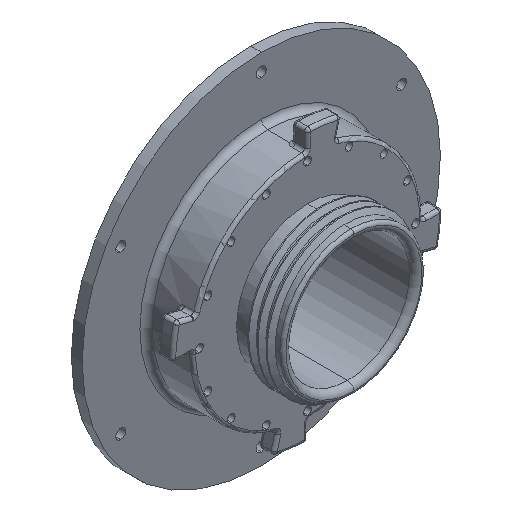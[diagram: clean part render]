
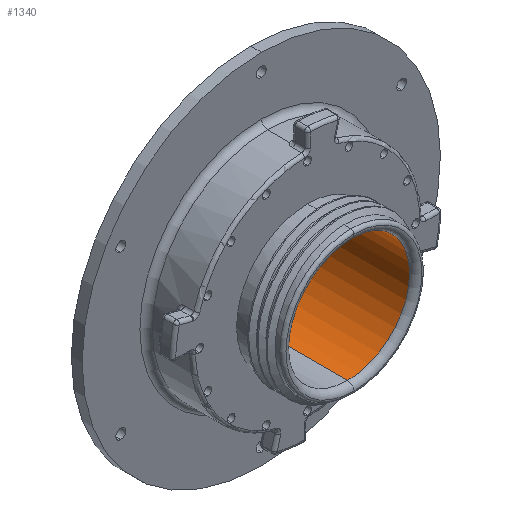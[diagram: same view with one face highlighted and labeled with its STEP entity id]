
A CAD part, isometric view. The second image highlights one B-rep face of the part: STEP entity #1340.
In plain terms, the highlighted cylindrical face has radius 20 mm (diameter 40 mm), a partial arc.
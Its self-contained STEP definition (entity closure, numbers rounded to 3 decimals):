
#279 = CARTESIAN_POINT ( 'NONE',  ( 0., -28., 0. ) ) ;
#766 = EDGE_CURVE ( 'NONE', #5737, #5010, #5771, .T. ) ;
#794 = CARTESIAN_POINT ( 'NONE',  ( 0., 7., 20. ) ) ;
#868 = DIRECTION ( 'NONE',  ( 0., 0., -1. ) ) ;
#899 = ORIENTED_EDGE ( 'NONE', *, *, #2065, .T. ) ;
#1340 = ADVANCED_FACE ( 'NONE', ( #3064 ), #6033, .F. ) ;
#1415 = ORIENTED_EDGE ( 'NONE', *, *, #5568, .F. ) ;
#1518 = AXIS2_PLACEMENT_3D ( 'NONE', #279, #2280, #4819 ) ;
#1713 = VERTEX_POINT ( 'NONE', #5330 ) ;
#1753 = LINE ( 'NONE', #2123, #4332 ) ;
#2065 = EDGE_CURVE ( 'NONE', #1713, #5010, #3097, .T. ) ;
#2123 = CARTESIAN_POINT ( 'NONE',  ( 0., 7., -20. ) ) ;
#2280 = DIRECTION ( 'NONE',  ( 0., -1., 0. ) ) ;
#2550 = CIRCLE ( 'NONE', #2968, 20. ) ;
#2567 = VECTOR ( 'NONE', #3307, 1000. ) ;
#2598 = ORIENTED_EDGE ( 'NONE', *, *, #5437, .T. ) ;
#2968 = AXIS2_PLACEMENT_3D ( 'NONE', #5383, #4895, #868 ) ;
#3007 = DIRECTION ( 'NONE',  ( 0., -1., 0. ) ) ;
#3064 = FACE_OUTER_BOUND ( 'NONE', #5224, .T. ) ;
#3097 = CIRCLE ( 'NONE', #1518, 20. ) ;
#3307 = DIRECTION ( 'NONE',  ( 0., -1., 0. ) ) ;
#3470 = CARTESIAN_POINT ( 'NONE',  ( 0., 7., 0. ) ) ;
#3709 = CARTESIAN_POINT ( 'NONE',  ( 0., 3.5, 20. ) ) ;
#3830 = ORIENTED_EDGE ( 'NONE', *, *, #766, .F. ) ;
#4332 = VECTOR ( 'NONE', #6150, 1000. ) ;
#4337 = VERTEX_POINT ( 'NONE', #6102 ) ;
#4819 = DIRECTION ( 'NONE',  ( 0., 0., -1. ) ) ;
#4895 = DIRECTION ( 'NONE',  ( 0., -1., 0. ) ) ;
#5010 = VERTEX_POINT ( 'NONE', #5511 ) ;
#5224 = EDGE_LOOP ( 'NONE', ( #3830, #1415, #2598, #899 ) ) ;
#5330 = CARTESIAN_POINT ( 'NONE',  ( 0., -28., -20. ) ) ;
#5383 = CARTESIAN_POINT ( 'NONE',  ( 0., 3.5, 0. ) ) ;
#5437 = EDGE_CURVE ( 'NONE', #4337, #1713, #1753, .T. ) ;
#5473 = DIRECTION ( 'NONE',  ( 0., 0., -1. ) ) ;
#5511 = CARTESIAN_POINT ( 'NONE',  ( 0., -28., 20. ) ) ;
#5568 = EDGE_CURVE ( 'NONE', #4337, #5737, #2550, .T. ) ;
#5737 = VERTEX_POINT ( 'NONE', #3709 ) ;
#5771 = LINE ( 'NONE', #794, #2567 ) ;
#5831 = AXIS2_PLACEMENT_3D ( 'NONE', #3470, #3007, #5473 ) ;
#6033 = CYLINDRICAL_SURFACE ( 'NONE', #5831, 20. ) ;
#6102 = CARTESIAN_POINT ( 'NONE',  ( 0., 3.5, -20. ) ) ;
#6150 = DIRECTION ( 'NONE',  ( 0., -1., 0. ) ) ;
